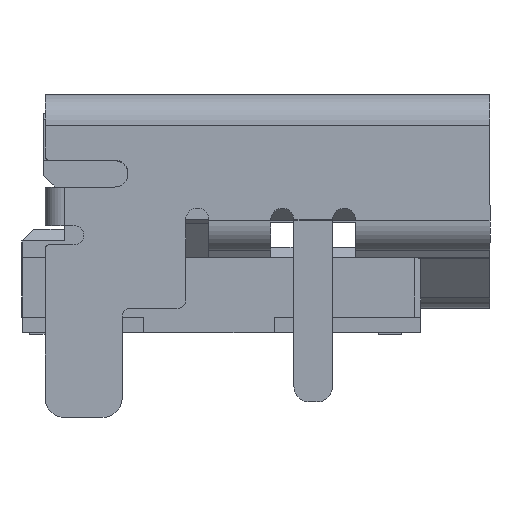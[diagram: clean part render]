
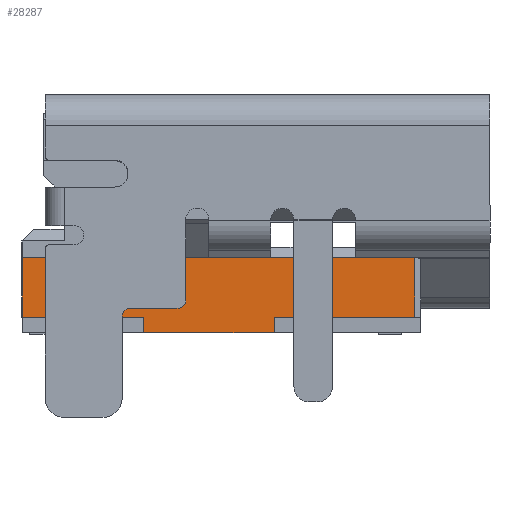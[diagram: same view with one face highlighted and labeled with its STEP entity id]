
A CAD part, left-side view. The second image highlights one B-rep face of the part: STEP entity #28287.
In plain terms, the highlighted planar face has unit normal (-1, 0, 0).
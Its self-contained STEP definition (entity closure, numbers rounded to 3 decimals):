
#280 = DIRECTION ( 'NONE',  ( 0., 0., 1. ) ) ;
#545 = CARTESIAN_POINT ( 'NONE',  ( -7., 0.05, -9. ) ) ;
#1118 = CARTESIAN_POINT ( 'NONE',  ( -7., 0.45, -9. ) ) ;
#1365 = VECTOR ( 'NONE', #13944, 1000. ) ;
#1640 = FACE_OUTER_BOUND ( 'NONE', #13946, .T. ) ;
#1656 = VECTOR ( 'NONE', #27496, 1000. ) ;
#1909 = LINE ( 'NONE', #22514, #22692 ) ;
#1997 = VERTEX_POINT ( 'NONE', #15370 ) ;
#3008 = LINE ( 'NONE', #32836, #24660 ) ;
#3259 = EDGE_CURVE ( 'NONE', #18863, #1997, #24758, .T. ) ;
#3720 = DIRECTION ( 'NONE',  ( 0., 0., 1. ) ) ;
#4448 = EDGE_CURVE ( 'NONE', #18863, #25444, #3008, .T. ) ;
#5074 = EDGE_CURVE ( 'NONE', #1997, #21689, #29509, .T. ) ;
#5862 = CARTESIAN_POINT ( 'NONE',  ( -7., 0.45, -5.6 ) ) ;
#6010 = VECTOR ( 'NONE', #32377, 1000. ) ;
#6512 = CARTESIAN_POINT ( 'NONE',  ( -7., 0.45, -5.6 ) ) ;
#7226 = DIRECTION ( 'NONE',  ( 0., 1., 0. ) ) ;
#7781 = CARTESIAN_POINT ( 'NONE',  ( -7., 0.05, -5.6 ) ) ;
#9340 = EDGE_CURVE ( 'NONE', #10565, #29813, #15487, .T. ) ;
#10565 = VERTEX_POINT ( 'NONE', #24134 ) ;
#10740 = ORIENTED_EDGE ( 'NONE', *, *, #5074, .F. ) ;
#11007 = ORIENTED_EDGE ( 'NONE', *, *, #3259, .F. ) ;
#12926 = VECTOR ( 'NONE', #13780, 1000. ) ;
#13425 = CARTESIAN_POINT ( 'NONE',  ( -7., 2., -12.15 ) ) ;
#13769 = LINE ( 'NONE', #5862, #12926 ) ;
#13780 = DIRECTION ( 'NONE',  ( 0., -1., 0. ) ) ;
#13944 = DIRECTION ( 'NONE',  ( 0., 1., 0. ) ) ;
#13946 = EDGE_LOOP ( 'NONE', ( #22154, #27826, #24798, #15074, #10740, #11007, #14863, #33014 ) ) ;
#13959 = CARTESIAN_POINT ( 'NONE',  ( -7., 2., -12.15 ) ) ;
#14462 = EDGE_CURVE ( 'NONE', #31255, #21689, #17255, .T. ) ;
#14863 = ORIENTED_EDGE ( 'NONE', *, *, #4448, .T. ) ;
#15074 = ORIENTED_EDGE ( 'NONE', *, *, #14462, .T. ) ;
#15370 = CARTESIAN_POINT ( 'NONE',  ( -7., 0.45, -9. ) ) ;
#15487 = LINE ( 'NONE', #27077, #1365 ) ;
#16315 = EDGE_CURVE ( 'NONE', #34304, #25444, #13769, .T. ) ;
#16822 = DIRECTION ( 'NONE',  ( 0., 0., 1. ) ) ;
#17059 = CARTESIAN_POINT ( 'NONE',  ( -7., 2., -12.15 ) ) ;
#17062 = VECTOR ( 'NONE', #280, 1000. ) ;
#17255 = LINE ( 'NONE', #17059, #6010 ) ;
#17876 = EDGE_CURVE ( 'NONE', #34304, #10565, #1909, .T. ) ;
#18315 = LINE ( 'NONE', #13959, #17062 ) ;
#18863 = VERTEX_POINT ( 'NONE', #545 ) ;
#19119 = DIRECTION ( 'NONE',  ( -1., 0., 0. ) ) ;
#20495 = EDGE_CURVE ( 'NONE', #31255, #29813, #18315, .T. ) ;
#21153 = CARTESIAN_POINT ( 'NONE',  ( -7., 2., -12.15 ) ) ;
#21689 = VERTEX_POINT ( 'NONE', #22623 ) ;
#21772 = PLANE ( 'NONE',  #29052 ) ;
#22154 = ORIENTED_EDGE ( 'NONE', *, *, #17876, .T. ) ;
#22514 = CARTESIAN_POINT ( 'NONE',  ( -7., 0.45, -5.6 ) ) ;
#22623 = CARTESIAN_POINT ( 'NONE',  ( -7., 0.45, -12.15 ) ) ;
#22692 = VECTOR ( 'NONE', #3720, 1000. ) ;
#23059 = VECTOR ( 'NONE', #7226, 1000. ) ;
#24134 = CARTESIAN_POINT ( 'NONE',  ( -7., 0.45, -1.95 ) ) ;
#24337 = DIRECTION ( 'NONE',  ( 0., 0., 1. ) ) ;
#24660 = VECTOR ( 'NONE', #16822, 1000. ) ;
#24758 = LINE ( 'NONE', #30896, #23059 ) ;
#24798 = ORIENTED_EDGE ( 'NONE', *, *, #20495, .F. ) ;
#25444 = VERTEX_POINT ( 'NONE', #7781 ) ;
#27077 = CARTESIAN_POINT ( 'NONE',  ( -7., 2., -1.95 ) ) ;
#27496 = DIRECTION ( 'NONE',  ( 0., 0., -1. ) ) ;
#27815 = CARTESIAN_POINT ( 'NONE',  ( -7., 2., -1.95 ) ) ;
#27826 = ORIENTED_EDGE ( 'NONE', *, *, #9340, .T. ) ;
#28287 = ADVANCED_FACE ( 'NONE', ( #1640 ), #21772, .T. ) ;
#29052 = AXIS2_PLACEMENT_3D ( 'NONE', #13425, #19119, #24337 ) ;
#29509 = LINE ( 'NONE', #1118, #1656 ) ;
#29813 = VERTEX_POINT ( 'NONE', #27815 ) ;
#30896 = CARTESIAN_POINT ( 'NONE',  ( -7., 0.05, -9. ) ) ;
#31255 = VERTEX_POINT ( 'NONE', #21153 ) ;
#32377 = DIRECTION ( 'NONE',  ( 0., -1., 0. ) ) ;
#32836 = CARTESIAN_POINT ( 'NONE',  ( -7., 0.05, -12.15 ) ) ;
#33014 = ORIENTED_EDGE ( 'NONE', *, *, #16315, .F. ) ;
#34304 = VERTEX_POINT ( 'NONE', #6512 ) ;
